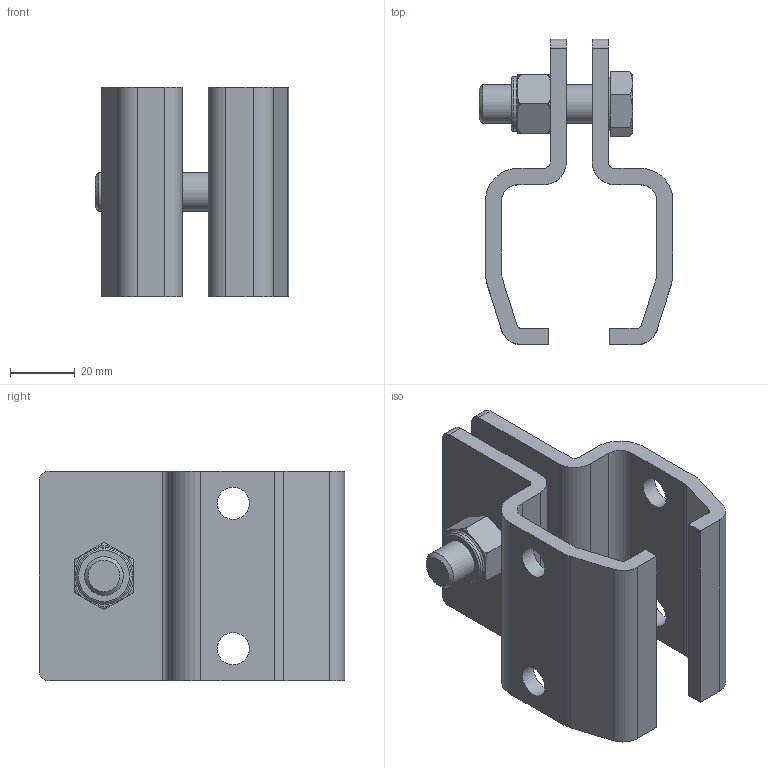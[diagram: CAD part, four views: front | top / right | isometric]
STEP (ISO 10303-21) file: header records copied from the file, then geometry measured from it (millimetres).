
FILE_DESCRIPTION(/* description */ ('Support a Serrage Nu 9040'),/* implementation_level */ '2;1');
FILE_NAME(/* name */ '9042N.stp',/* time_stamp */ '2020-11-16T11:26:47+01:00',/* author */ ('simmetf'),/* organization */ (''),/* preprocessor_version */ 'ST-DEVELOPER v17.2',/* originating_system */ 'Autodesk Inventor 2019',/* authorisation */ '');
FILE_SCHEMA (('AUTOMOTIVE_DESIGN { 1 0 10303 214 3 1 1 }'));
Length unit declared in the file: millimetre
Products named in the file (4): 9042N; 16132; 06026; 04532
Assembly tree (4 placements, depth 2):
  9042N
    16132  x2
    06026
    04532
Bounding box: 60 x 94.5 x 65 mm (x, y, z)
Volume: 82856.6 mm3; surface area: 38235.8 mm2
Topology: 4 solids, 4 shells, 98 faces, 259 edges, 172 vertices
Faces by surface type: plane 47, cylinder 30, torus 14, cone 7
Full cylindrical faces by diameter (mm): 10 x4, 10.106 x1, 12 x1, 12.5 x2, 16.63 x1, 16.785 x1
Entity records: 2557 total; most frequent: CARTESIAN_POINT 673, DIRECTION 370, ORIENTED_EDGE 368, EDGE_CURVE 184, AXIS2_PLACEMENT_3D 143, VERTEX_POINT 122, LINE 84, VECTOR 84
